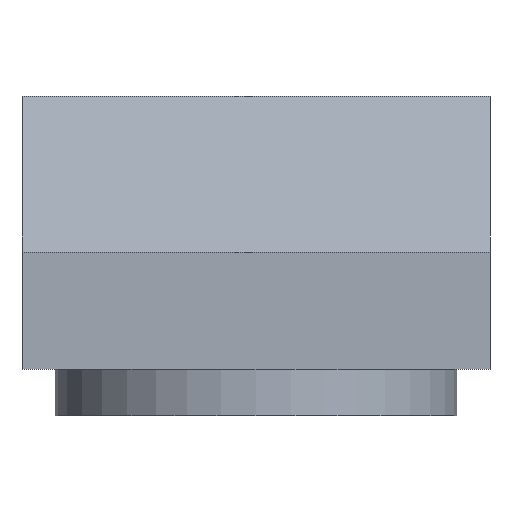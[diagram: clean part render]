
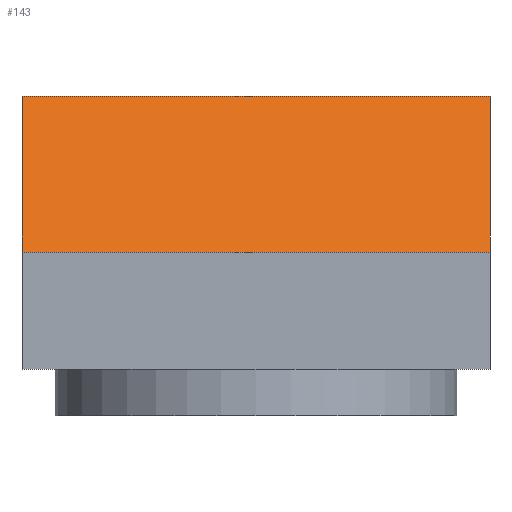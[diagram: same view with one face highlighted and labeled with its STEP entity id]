
A CAD part, front view. The second image highlights one B-rep face of the part: STEP entity #143.
In plain terms, the highlighted planar face has unit normal (0, -0.707, 0.707).
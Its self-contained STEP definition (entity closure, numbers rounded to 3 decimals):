
#1 = CARTESIAN_POINT ( 'NONE',  ( 3., -2.75, 2.663 ) ) ;
#9 = LINE ( 'NONE', #192, #336 ) ;
#25 = DIRECTION ( 'NONE',  ( 0., -0.707, -0.707 ) ) ;
#26 = VECTOR ( 'NONE', #402, 1000. ) ;
#27 = LINE ( 'NONE', #236, #26 ) ;
#28 = DIRECTION ( 'NONE',  ( -1., 0., 0. ) ) ;
#31 = DIRECTION ( 'NONE',  ( 0., 0.707, 0.707 ) ) ;
#37 = CARTESIAN_POINT ( 'NONE',  ( 3., -2.75, 2.663 ) ) ;
#43 = VECTOR ( 'NONE', #348, 1000. ) ;
#47 = LINE ( 'NONE', #1, #43 ) ;
#61 = CARTESIAN_POINT ( 'NONE',  ( -3., -2.75, 2.663 ) ) ;
#70 = FACE_OUTER_BOUND ( 'NONE', #152, .T. ) ;
#92 = VECTOR ( 'NONE', #25, 1000. ) ;
#143 = ADVANCED_FACE ( 'NONE', ( #70 ), #421, .F. ) ;
#146 = ORIENTED_EDGE ( 'NONE', *, *, #380, .T. ) ;
#152 = EDGE_LOOP ( 'NONE', ( #146, #263, #281, #407 ) ) ;
#184 = VERTEX_POINT ( 'NONE', #378 ) ;
#192 = CARTESIAN_POINT ( 'NONE',  ( 3., -4.75, 0.663 ) ) ;
#195 = CARTESIAN_POINT ( 'NONE',  ( 3., -2.75, 2.663 ) ) ;
#224 = DIRECTION ( 'NONE',  ( 0., 0.707, -0.707 ) ) ;
#236 = CARTESIAN_POINT ( 'NONE',  ( 3., -2.75, 2.663 ) ) ;
#237 = EDGE_CURVE ( 'NONE', #256, #387, #47, .T. ) ;
#256 = VERTEX_POINT ( 'NONE', #37 ) ;
#263 = ORIENTED_EDGE ( 'NONE', *, *, #392, .F. ) ;
#281 = ORIENTED_EDGE ( 'NONE', *, *, #237, .F. ) ;
#288 = EDGE_CURVE ( 'NONE', #256, #409, #27, .T. ) ;
#289 = CARTESIAN_POINT ( 'NONE',  ( 3., -4.75, 0.663 ) ) ;
#302 = LINE ( 'NONE', #416, #92 ) ;
#323 = AXIS2_PLACEMENT_3D ( 'NONE', #195, #224, #31 ) ;
#336 = VECTOR ( 'NONE', #28, 1000. ) ;
#348 = DIRECTION ( 'NONE',  ( 0., -0.707, -0.707 ) ) ;
#378 = CARTESIAN_POINT ( 'NONE',  ( -3., -4.75, 0.663 ) ) ;
#380 = EDGE_CURVE ( 'NONE', #409, #184, #302, .T. ) ;
#387 = VERTEX_POINT ( 'NONE', #289 ) ;
#392 = EDGE_CURVE ( 'NONE', #387, #184, #9, .T. ) ;
#402 = DIRECTION ( 'NONE',  ( -1., 0., 0. ) ) ;
#407 = ORIENTED_EDGE ( 'NONE', *, *, #288, .T. ) ;
#409 = VERTEX_POINT ( 'NONE', #61 ) ;
#416 = CARTESIAN_POINT ( 'NONE',  ( -3., -2.75, 2.663 ) ) ;
#421 = PLANE ( 'NONE',  #323 ) ;
